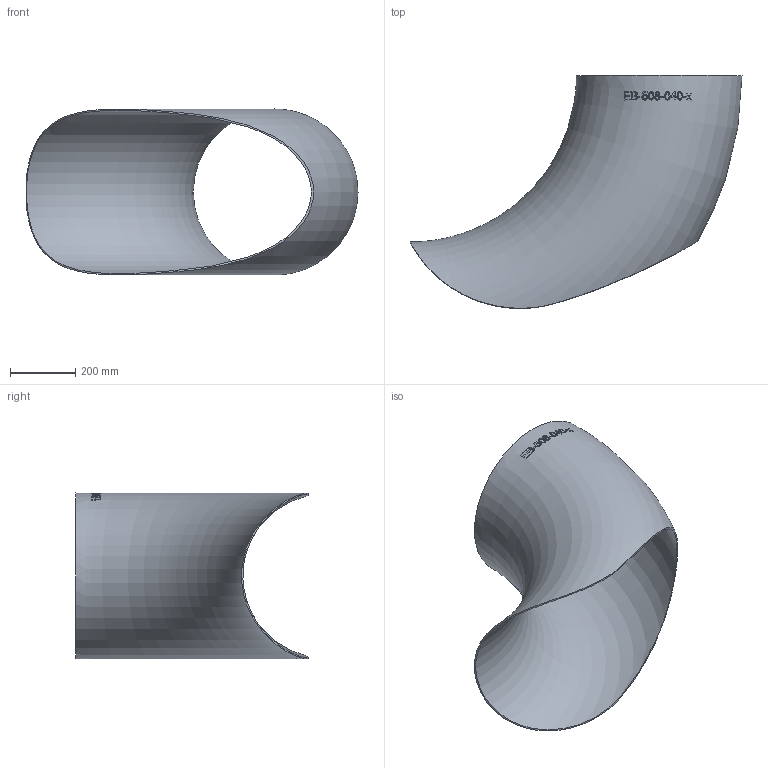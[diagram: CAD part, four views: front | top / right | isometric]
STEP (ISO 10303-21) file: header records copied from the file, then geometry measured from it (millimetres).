
FILE_DESCRIPTION (( 'STEP AP214' ), '1' );
FILE_NAME ('EB-508-040-x Einschweissbogen 2210.STEP', '2022-10-13T10:51:00', ( '' ), ( '' ), 'SwSTEP 2.0', 'SolidWorks 2019', '' );
FILE_SCHEMA (( 'AUTOMOTIVE_DESIGN' ));
Length unit declared in the file: millimetre
Products named in the file (1): EB-508-040-x Einschweissbogen 2210
Bounding box: 1016 x 712.56 x 508 mm (x, y, z)
Volume: 4833180.9 mm3; surface area: 2444859.1 mm2
Topology: 1 solids, 1 shells, 160 faces, 423 edges, 284 vertices
Faces by surface type: bspline 135, torus 22, plane 2, cylinder 1
Entity records: 36171 total; most frequent: CARTESIAN_POINT 31790, ORIENTED_EDGE 838, EDGE_CURVE 419, B_SPLINE_CURVE_WITH_KNOTS 413, VERTEX_POINT 282, EDGE_LOOP 183, FACE_OUTER_BOUND 162, ADVANCED_FACE 160
